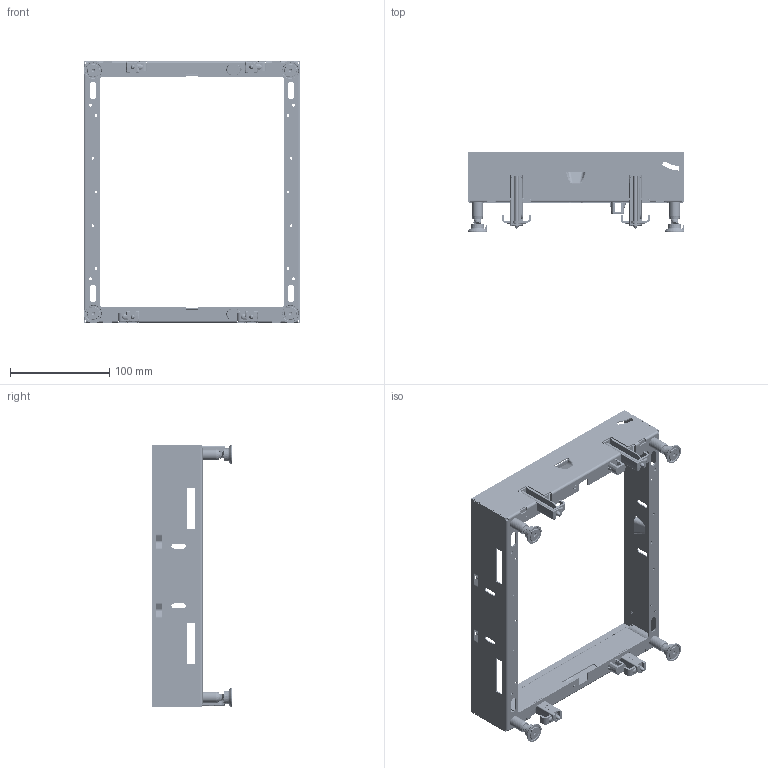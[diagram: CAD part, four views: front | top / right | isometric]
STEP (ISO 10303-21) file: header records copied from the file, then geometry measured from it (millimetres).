
FILE_DESCRIPTION(('CATIA V5 STEP Exchange','CAx-IF Rec.Pracs.--- Model Styling and Organization---1.4--- 2014-01-23'),'2;1');
FILE_NAME('088140.stp','2019-02-26T08:26:40+00:00',('none'),('none'),'CATIA Version 5-6 Release 2017 SP3','CATIA V5 STEP AP214','none');
FILE_SCHEMA(('AUTOMOTIVE_DESIGN { 1 0 10303 214 1 1 1 1 }'));
Products named in the file (13): A011424; D008023; A011401_A; D008015_A; CJ00494_A; D008016_A; D008017; D008014; D008018_A; D008818; D008816; Etiquette 45x30; D009982
Assembly tree (26 placements, depth 3):
  A011424
    D008023
    A011401_A  x4
      D008015_A
      CJ00494_A
      D008016_A
    D008017  x4
    D008014  x4
    D008018_A  x4
    D008818  x2
    D008816  x2
    Etiquette 45x30
    D009982
Bounding box: 218.9 x 81 x 264.59 mm (x, y, z)
Volume: 132577.4 mm3; surface area: 210250.2 mm2
Topology: 31 solids, 31 shells, 5385 faces, 14020 edges, 8689 vertices
Faces by surface type: plane 2152, bspline 1440, cylinder 1373, cone 192, torus 116, sphere 112
Entity records: 66402 total; most frequent: CARTESIAN_POINT 26996, ORIENTED_EDGE 9566, DIRECTION 5453, EDGE_CURVE 4783, VERTEX_POINT 3020, VECTOR 2522, LINE 2522, EDGE_LOOP 1945
